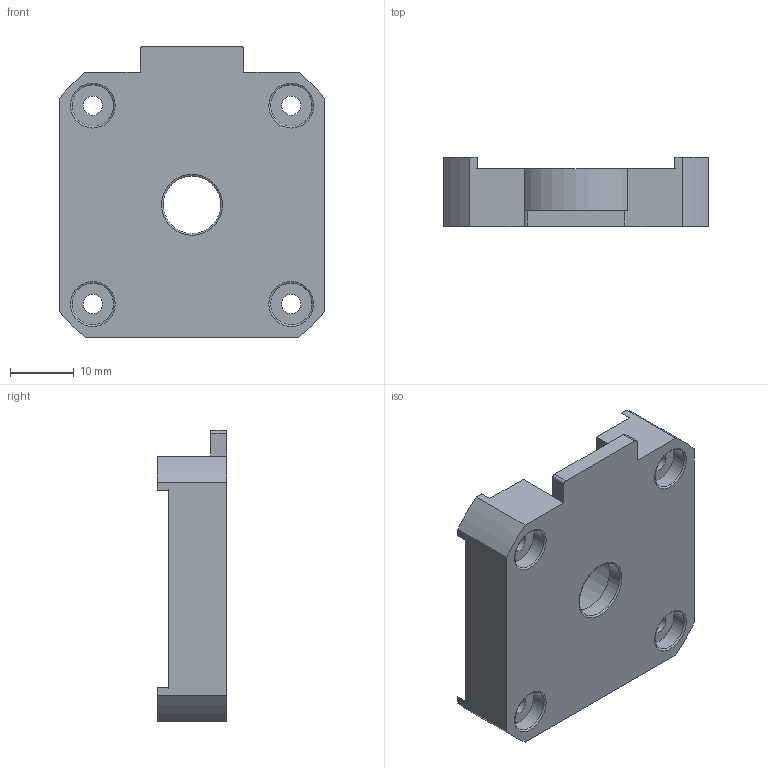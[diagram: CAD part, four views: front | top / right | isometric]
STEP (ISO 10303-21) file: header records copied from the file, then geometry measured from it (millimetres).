
FILE_DESCRIPTION(/* description */ ('Unknown'),/* implementation_level */ '2;1');
FILE_NAME(/* name */ 'back_plate',/* time_stamp */ '2025-03-15T02:57:24-05:00',/* author */ ('Unknown'),/* organization */ ('Unknown'),/* preprocessor_version */ 'ST-DEVELOPER v19.4',/* originating_system */ 'Solid Edge',/* authorisation */ 'Unknown');
FILE_SCHEMA (('AUTOMOTIVE_DESIGN {1 0 10303 214 3 1 1}'));
Length unit declared in the file: millimetre
Products named in the file (1): back_plate
Bounding box: 41.5 x 10.8 x 45.5 mm (x, y, z)
Volume: 10368 mm3; surface area: 6668.7 mm2
Topology: 1 solids, 1 shells, 52 faces, 130 edges, 86 vertices
Faces by surface type: plane 25, cylinder 22, torus 5
Full cylindrical faces by diameter (mm): 3 x4, 6.5 x4, 9 x1, 16 x1, 22 x1
Entity records: 1850 total; most frequent: DIRECTION 264, CARTESIAN_POINT 243, ORIENTED_EDGE 218, EDGE_CURVE 109, AXIS2_PLACEMENT_3D 102, EDGE_LOOP 84, FACE_BOUND 84, VERTEX_POINT 81
